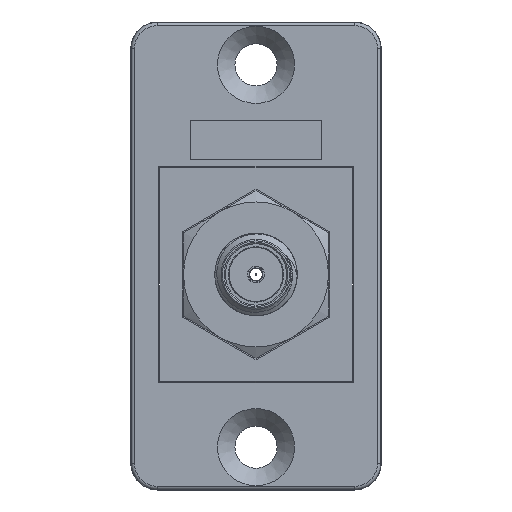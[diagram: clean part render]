
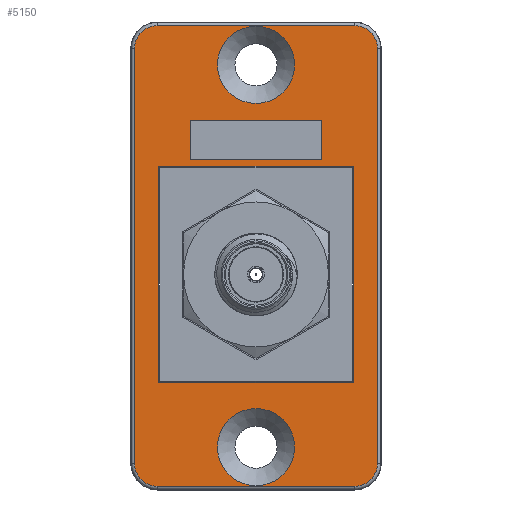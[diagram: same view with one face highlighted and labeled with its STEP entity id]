
A CAD part, front view. The second image highlights one B-rep face of the part: STEP entity #5150.
In plain terms, the highlighted planar face has unit normal (0, -1, 0).
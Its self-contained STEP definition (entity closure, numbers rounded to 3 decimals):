
#79=FACE_BOUND('',#674,.T.);
#80=FACE_BOUND('',#675,.T.);
#81=FACE_BOUND('',#676,.T.);
#82=FACE_BOUND('',#677,.T.);
#143=PLANE('',#5472);
#390=FACE_OUTER_BOUND('',#673,.T.);
#673=EDGE_LOOP('',(#3592,#3593,#3594,#3595,#3596,#3597,#3598,#3599));
#674=EDGE_LOOP('',(#3600,#3601,#3602,#3603));
#675=EDGE_LOOP('',(#3604));
#676=EDGE_LOOP('',(#3605));
#677=EDGE_LOOP('',(#3606,#3607,#3608,#3609));
#928=CIRCLE('',#5447,1.714);
#932=CIRCLE('',#5453,1.714);
#936=CIRCLE('',#5459,1.714);
#940=CIRCLE('',#5465,1.714);
#943=CIRCLE('',#5473,2.925);
#944=CIRCLE('',#5474,2.925);
#1220=LINE('',#8786,#1652);
#1283=LINE('',#9116,#1715);
#1284=LINE('',#9127,#1716);
#1286=LINE('',#9139,#1718);
#1288=LINE('',#9151,#1720);
#1297=LINE('',#9176,#1729);
#1298=LINE('',#9178,#1730);
#1299=LINE('',#9179,#1731);
#1300=LINE('',#9186,#1732);
#1301=LINE('',#9188,#1733);
#1302=LINE('',#9190,#1734);
#1303=LINE('',#9191,#1735);
#1652=VECTOR('',#5930,10.);
#1715=VECTOR('',#6035,10.);
#1716=VECTOR('',#6048,10.);
#1718=VECTOR('',#6062,10.);
#1720=VECTOR('',#6076,10.);
#1729=VECTOR('',#6105,10.);
#1730=VECTOR('',#6106,10.);
#1731=VECTOR('',#6107,10.);
#1732=VECTOR('',#6112,10.);
#1733=VECTOR('',#6113,10.);
#1734=VECTOR('',#6114,10.);
#1735=VECTOR('',#6115,10.);
#2120=VERTEX_POINT('',#8783);
#2121=VERTEX_POINT('',#8785);
#2177=VERTEX_POINT('',#9109);
#2180=VERTEX_POINT('',#9114);
#2182=VERTEX_POINT('',#9119);
#2184=VERTEX_POINT('',#9125);
#2186=VERTEX_POINT('',#9131);
#2188=VERTEX_POINT('',#9137);
#2190=VERTEX_POINT('',#9143);
#2192=VERTEX_POINT('',#9149);
#2198=VERTEX_POINT('',#9175);
#2199=VERTEX_POINT('',#9177);
#2200=VERTEX_POINT('',#9180);
#2201=VERTEX_POINT('',#9182);
#2202=VERTEX_POINT('',#9184);
#2203=VERTEX_POINT('',#9185);
#2204=VERTEX_POINT('',#9187);
#2205=VERTEX_POINT('',#9189);
#2620=EDGE_CURVE('',#2121,#2120,#1220,.T.);
#2707=EDGE_CURVE('',#2180,#2177,#1283,.T.);
#2709=EDGE_CURVE('',#2182,#2180,#928,.T.);
#2712=EDGE_CURVE('',#2184,#2182,#1284,.T.);
#2715=EDGE_CURVE('',#2186,#2184,#932,.T.);
#2718=EDGE_CURVE('',#2188,#2186,#1286,.T.);
#2721=EDGE_CURVE('',#2190,#2188,#936,.T.);
#2724=EDGE_CURVE('',#2192,#2190,#1288,.T.);
#2727=EDGE_CURVE('',#2177,#2192,#940,.T.);
#2737=EDGE_CURVE('',#2120,#2198,#1297,.T.);
#2738=EDGE_CURVE('',#2198,#2199,#1298,.T.);
#2739=EDGE_CURVE('',#2199,#2121,#1299,.T.);
#2740=EDGE_CURVE('',#2200,#2200,#943,.T.);
#2741=EDGE_CURVE('',#2201,#2201,#944,.T.);
#2742=EDGE_CURVE('',#2202,#2203,#1300,.T.);
#2743=EDGE_CURVE('',#2203,#2204,#1301,.T.);
#2744=EDGE_CURVE('',#2204,#2205,#1302,.T.);
#2745=EDGE_CURVE('',#2205,#2202,#1303,.T.);
#3592=ORIENTED_EDGE('',*,*,#2707,.F.);
#3593=ORIENTED_EDGE('',*,*,#2709,.F.);
#3594=ORIENTED_EDGE('',*,*,#2712,.F.);
#3595=ORIENTED_EDGE('',*,*,#2715,.F.);
#3596=ORIENTED_EDGE('',*,*,#2718,.F.);
#3597=ORIENTED_EDGE('',*,*,#2721,.F.);
#3598=ORIENTED_EDGE('',*,*,#2724,.F.);
#3599=ORIENTED_EDGE('',*,*,#2727,.F.);
#3600=ORIENTED_EDGE('',*,*,#2737,.T.);
#3601=ORIENTED_EDGE('',*,*,#2738,.T.);
#3602=ORIENTED_EDGE('',*,*,#2739,.T.);
#3603=ORIENTED_EDGE('',*,*,#2620,.T.);
#3604=ORIENTED_EDGE('',*,*,#2740,.T.);
#3605=ORIENTED_EDGE('',*,*,#2741,.T.);
#3606=ORIENTED_EDGE('',*,*,#2742,.T.);
#3607=ORIENTED_EDGE('',*,*,#2743,.T.);
#3608=ORIENTED_EDGE('',*,*,#2744,.T.);
#3609=ORIENTED_EDGE('',*,*,#2745,.T.);
#5150=ADVANCED_FACE('',(#390,#79,#80,#81,#82),#143,.F.);
#5447=AXIS2_PLACEMENT_3D('',#9121,#6040,#6041);
#5453=AXIS2_PLACEMENT_3D('',#9133,#6054,#6055);
#5459=AXIS2_PLACEMENT_3D('',#9145,#6068,#6069);
#5465=AXIS2_PLACEMENT_3D('',#9155,#6082,#6083);
#5472=AXIS2_PLACEMENT_3D('',#9174,#6103,#6104);
#5473=AXIS2_PLACEMENT_3D('',#9181,#6108,#6109);
#5474=AXIS2_PLACEMENT_3D('',#9183,#6110,#6111);
#5930=DIRECTION('',(1.,0.,0.));
#6035=DIRECTION('',(0.,0.,-1.));
#6040=DIRECTION('center_axis',(0.,1.,0.));
#6041=DIRECTION('ref_axis',(0.707,0.,0.707));
#6048=DIRECTION('',(1.,0.,0.));
#6054=DIRECTION('center_axis',(0.,1.,0.));
#6055=DIRECTION('ref_axis',(-0.707,0.,0.707));
#6062=DIRECTION('',(0.,0.,1.));
#6068=DIRECTION('center_axis',(0.,1.,0.));
#6069=DIRECTION('ref_axis',(-0.707,0.,-0.707));
#6076=DIRECTION('',(-1.,0.,0.));
#6082=DIRECTION('center_axis',(0.,1.,0.));
#6083=DIRECTION('ref_axis',(0.707,0.,-0.707));
#6103=DIRECTION('center_axis',(0.,1.,0.));
#6104=DIRECTION('ref_axis',(0.,0.,1.));
#6105=DIRECTION('',(0.,0.,-1.));
#6106=DIRECTION('',(-1.,0.,0.));
#6107=DIRECTION('',(0.,0.,1.));
#6108=DIRECTION('center_axis',(0.,1.,0.));
#6109=DIRECTION('ref_axis',(0.,0.,-1.));
#6110=DIRECTION('center_axis',(0.,1.,0.));
#6111=DIRECTION('ref_axis',(0.,0.,-1.));
#6112=DIRECTION('',(1.,0.,0.));
#6113=DIRECTION('',(0.,0.,-1.));
#6114=DIRECTION('',(-1.,0.,0.));
#6115=DIRECTION('',(0.,0.,1.));
#8783=CARTESIAN_POINT('',(7.375,-5.1,8.2));
#8785=CARTESIAN_POINT('',(-7.375,-5.1,8.2));
#8786=CARTESIAN_POINT('',(-3.688,-5.1,8.2));
#9109=CARTESIAN_POINT('',(9.214,-5.1,-14.35));
#9114=CARTESIAN_POINT('',(9.214,-5.1,17.15));
#9116=CARTESIAN_POINT('',(9.214,-5.1,10.275));
#9119=CARTESIAN_POINT('',(7.5,-5.1,18.864));
#9121=CARTESIAN_POINT('Origin',(7.5,-5.1,17.15));
#9125=CARTESIAN_POINT('',(-7.5,-5.1,18.864));
#9127=CARTESIAN_POINT('',(-4.75,-5.1,18.864));
#9131=CARTESIAN_POINT('',(-9.214,-5.1,17.15));
#9133=CARTESIAN_POINT('Origin',(-7.5,-5.1,17.15));
#9137=CARTESIAN_POINT('',(-9.214,-5.1,-14.35));
#9139=CARTESIAN_POINT('',(-9.214,-5.1,-7.475));
#9143=CARTESIAN_POINT('',(-7.5,-5.1,-16.064));
#9145=CARTESIAN_POINT('Origin',(-7.5,-5.1,-14.35));
#9149=CARTESIAN_POINT('',(7.5,-5.1,-16.064));
#9151=CARTESIAN_POINT('',(4.75,-5.1,-16.064));
#9155=CARTESIAN_POINT('Origin',(7.5,-5.1,-14.35));
#9174=CARTESIAN_POINT('Origin',(0.,-5.1,1.4));
#9175=CARTESIAN_POINT('',(7.375,-5.1,-8.2));
#9176=CARTESIAN_POINT('',(7.375,-5.1,4.8));
#9177=CARTESIAN_POINT('',(-7.375,-5.1,-8.2));
#9178=CARTESIAN_POINT('',(3.688,-5.1,-8.2));
#9179=CARTESIAN_POINT('',(-7.375,-5.1,-3.4));
#9180=CARTESIAN_POINT('',(0.,-5.1,18.825));
#9181=CARTESIAN_POINT('Origin',(0.,-5.1,15.9));
#9182=CARTESIAN_POINT('',(0.,-5.1,-10.175));
#9183=CARTESIAN_POINT('Origin',(0.,-5.1,-13.1));
#9184=CARTESIAN_POINT('',(-5.,-5.1,11.7));
#9185=CARTESIAN_POINT('',(5.,-5.1,11.7));
#9186=CARTESIAN_POINT('',(-2.5,-5.1,11.7));
#9187=CARTESIAN_POINT('',(5.,-5.1,8.7));
#9188=CARTESIAN_POINT('',(5.,-5.1,6.55));
#9189=CARTESIAN_POINT('',(-5.,-5.1,8.7));
#9190=CARTESIAN_POINT('',(2.5,-5.1,8.7));
#9191=CARTESIAN_POINT('',(-5.,-5.1,5.05));
